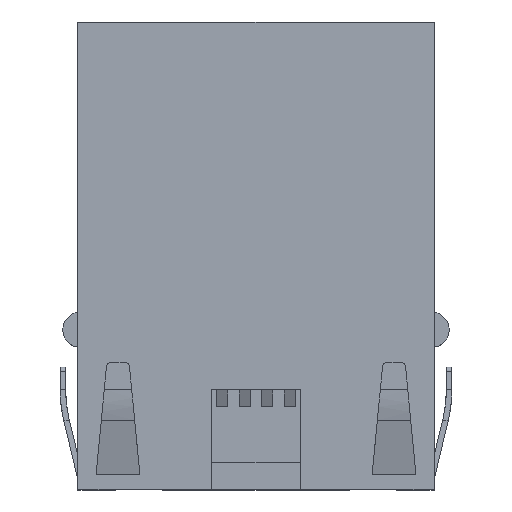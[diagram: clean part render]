
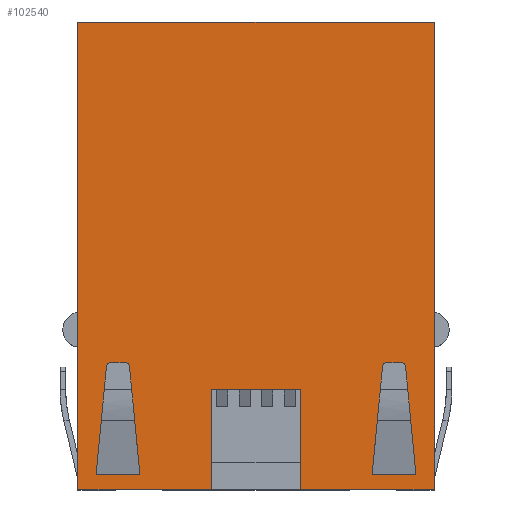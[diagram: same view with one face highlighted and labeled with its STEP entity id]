
A CAD part, top view. The second image highlights one B-rep face of the part: STEP entity #102540.
In plain terms, the highlighted planar face has unit normal (0, 0, 1).
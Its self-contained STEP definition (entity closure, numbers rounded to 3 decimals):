
#13730=CARTESIAN_POINT('',(2.,-5.75,13.75));
#13740=VERTEX_POINT('',#13730);
#13770=CARTESIAN_POINT('',(2.,0.,13.75));
#13780=DIRECTION('',(0.,1.,0.));
#13790=VECTOR('',#13780,1.);
#13800=LINE('',#13770,#13790);
#13810=CARTESIAN_POINT('',(2.,-10.25,13.75));
#13820=VERTEX_POINT('',#13810);
#13830=EDGE_CURVE('',#13820,#13740,#13800,.T.);
#27930=CARTESIAN_POINT('',(0.,10.75,13.75));
#27940=DIRECTION('',(-1.,0.,0.));
#27950=VECTOR('',#27940,1.);
#27960=LINE('',#27930,#27950);
#27970=CARTESIAN_POINT('',(8.,10.75,13.75));
#27980=VERTEX_POINT('',#27970);
#27990=CARTESIAN_POINT('',(-8.,10.75,13.75));
#28000=VERTEX_POINT('',#27990);
#28010=EDGE_CURVE('',#27980,#28000,#27960,.T.);
#30120=CARTESIAN_POINT('',(8.,-10.25,13.75));
#30130=VERTEX_POINT('',#30120);
#30160=CARTESIAN_POINT('',(8.,0.,13.75));
#30170=DIRECTION('',(0.,-1.,0.));
#30180=VECTOR('',#30170,1.);
#30190=LINE('',#30160,#30180);
#30200=EDGE_CURVE('',#27980,#30130,#30190,.T.);
#42500=CARTESIAN_POINT('',(0.,-5.75,13.75));
#42510=DIRECTION('',(-1.,0.,0.));
#42520=VECTOR('',#42510,1.);
#42530=LINE('',#42500,#42520);
#42540=CARTESIAN_POINT('',(-2.,-5.75,13.75));
#42550=VERTEX_POINT('',#42540);
#42560=EDGE_CURVE('',#13740,#42550,#42530,.T.);
#51350=CARTESIAN_POINT('',(-2.,0.,13.75));
#51360=DIRECTION('',(0.,-1.,0.));
#51370=VECTOR('',#51360,1.);
#51380=LINE('',#51350,#51370);
#51390=CARTESIAN_POINT('',(-2.,-10.25,13.75));
#51400=VERTEX_POINT('',#51390);
#51410=EDGE_CURVE('',#42550,#51400,#51380,.T.);
#90920=CARTESIAN_POINT('',(-8.,0.,13.75));
#90930=DIRECTION('',(0.,-1.,0.));
#90940=VECTOR('',#90930,1.);
#90950=LINE('',#90920,#90940);
#90960=CARTESIAN_POINT('',(-8.,-10.25,13.75));
#90970=VERTEX_POINT('',#90960);
#90980=EDGE_CURVE('',#28000,#90970,#90950,.T.);
#98110=CARTESIAN_POINT('',(0.,-10.25,13.75));
#98120=DIRECTION('',(-1.,0.,0.));
#98130=VECTOR('',#98120,1.);
#98140=LINE('',#98110,#98130);
#98150=EDGE_CURVE('',#30130,#13820,#98140,.T.);
#98670=EDGE_CURVE('',#51400,#90970,#98140,.T.);
#101710=CARTESIAN_POINT('',(2.,-10.,13.75));
#101720=DIRECTION('',(0.,0.,1.));
#101730=DIRECTION('',(1.,0.,0.));
#101740=AXIS2_PLACEMENT_3D('',#101710,#101720,#101730);
#101750=PLANE('',#101740);
#101760=CARTESIAN_POINT('',(0.,-9.599,13.75));
#101770=DIRECTION('',(-1.,0.,0.));
#101780=VECTOR('',#101770,1.);
#101790=LINE('',#101760,#101780);
#101800=CARTESIAN_POINT('',(-5.214,-9.599,13.75));
#101810=VERTEX_POINT('',#101800);
#101820=CARTESIAN_POINT('',(-7.186,-9.599,13.75));
#101830=VERTEX_POINT('',#101820);
#101840=EDGE_CURVE('',#101810,#101830,#101790,.T.);
#101850=ORIENTED_EDGE('',*,*,#101840,.T.);
#101860=CARTESIAN_POINT('',(-6.137,0.,13.75));
#101870=DIRECTION('',(-0.096,0.995,
0.));
#101880=VECTOR('',#101870,1.);
#101890=LINE('',#101860,#101880);
#101900=CARTESIAN_POINT('',(-5.318,-8.522,13.75));
#101910=VERTEX_POINT('',#101900);
#101920=EDGE_CURVE('',#101810,#101910,#101890,.T.);
#101930=ORIENTED_EDGE('',*,*,#101920,.F.);
#101940=CARTESIAN_POINT('',(0.,-8.522,13.75));
#101950=DIRECTION('',(1.,0.,0.));
#101960=VECTOR('',#101950,1.);
#101970=LINE('',#101940,#101960);
#101980=CARTESIAN_POINT('',(-7.082,-8.522,13.75));
#101990=VERTEX_POINT('',#101980);
#102000=EDGE_CURVE('',#101990,#101910,#101970,.T.);
#102010=ORIENTED_EDGE('',*,*,#102000,.T.);
#102020=CARTESIAN_POINT('',(-6.263,0.,13.75));
#102030=DIRECTION('',(-0.096,-0.995,
0.));
#102040=VECTOR('',#102030,1.);
#102050=LINE('',#102020,#102040);
#102060=EDGE_CURVE('',#101990,#101830,#102050,.T.);
#102070=ORIENTED_EDGE('',*,*,#102060,.F.);
#102080=EDGE_LOOP('',(#102070,#102010,#101930,#101850));
#102090=FACE_BOUND('',#102080,.T.);
#102100=CARTESIAN_POINT('',(6.263,0.,13.75));
#102110=DIRECTION('',(-0.096,0.995,
0.));
#102120=VECTOR('',#102110,1.);
#102130=LINE('',#102100,#102120);
#102140=CARTESIAN_POINT('',(7.186,-9.599,13.75));
#102150=VERTEX_POINT('',#102140);
#102160=CARTESIAN_POINT('',(7.082,-8.522,13.75));
#102170=VERTEX_POINT('',#102160);
#102180=EDGE_CURVE('',#102150,#102170,#102130,.T.);
#102190=ORIENTED_EDGE('',*,*,#102180,.F.);
#102200=CARTESIAN_POINT('',(0.,-8.522,13.75));
#102210=DIRECTION('',(1.,0.,0.));
#102220=VECTOR('',#102210,1.);
#102230=LINE('',#102200,#102220);
#102240=CARTESIAN_POINT('',(5.318,-8.522,13.75));
#102250=VERTEX_POINT('',#102240);
#102260=EDGE_CURVE('',#102250,#102170,#102230,.T.);
#102270=ORIENTED_EDGE('',*,*,#102260,.T.);
#102280=CARTESIAN_POINT('',(6.137,0.,13.75));
#102290=DIRECTION('',(-0.096,-0.995,
0.));
#102300=VECTOR('',#102290,1.);
#102310=LINE('',#102280,#102300);
#102320=CARTESIAN_POINT('',(5.214,-9.599,13.75));
#102330=VERTEX_POINT('',#102320);
#102340=EDGE_CURVE('',#102250,#102330,#102310,.T.);
#102350=ORIENTED_EDGE('',*,*,#102340,.F.);
#102360=CARTESIAN_POINT('',(0.,-9.599,13.75));
#102370=DIRECTION('',(-1.,0.,0.));
#102380=VECTOR('',#102370,1.);
#102390=LINE('',#102360,#102380);
#102400=EDGE_CURVE('',#102150,#102330,#102390,.T.);
#102410=ORIENTED_EDGE('',*,*,#102400,.T.);
#102420=EDGE_LOOP('',(#102410,#102350,#102270,#102190));
#102430=FACE_BOUND('',#102420,.T.);
#102440=ORIENTED_EDGE('',*,*,#98150,.F.);
#102450=ORIENTED_EDGE('',*,*,#13830,.F.);
#102460=ORIENTED_EDGE('',*,*,#42560,.F.);
#102470=ORIENTED_EDGE('',*,*,#51410,.F.);
#102480=ORIENTED_EDGE('',*,*,#98670,.F.);
#102490=ORIENTED_EDGE('',*,*,#90980,.T.);
#102500=ORIENTED_EDGE('',*,*,#28010,.T.);
#102510=ORIENTED_EDGE('',*,*,#30200,.F.);
#102520=EDGE_LOOP('',(#102510,#102500,#102490,#102480,#102470,#102460,
#102450,#102440));
#102530=FACE_OUTER_BOUND('',#102520,.T.);
#102540=ADVANCED_FACE('',(#102090,#102430,#102530),#101750,.T.);
